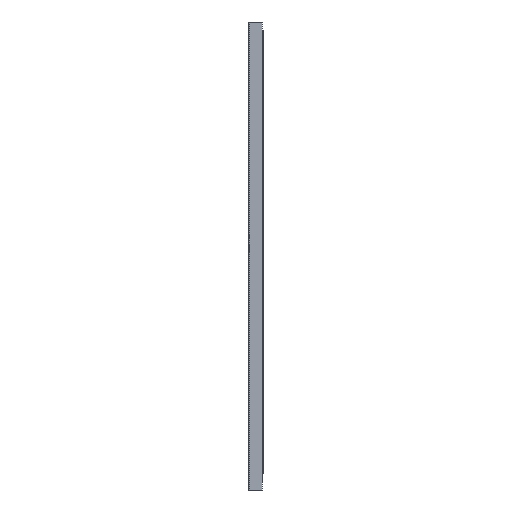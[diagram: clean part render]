
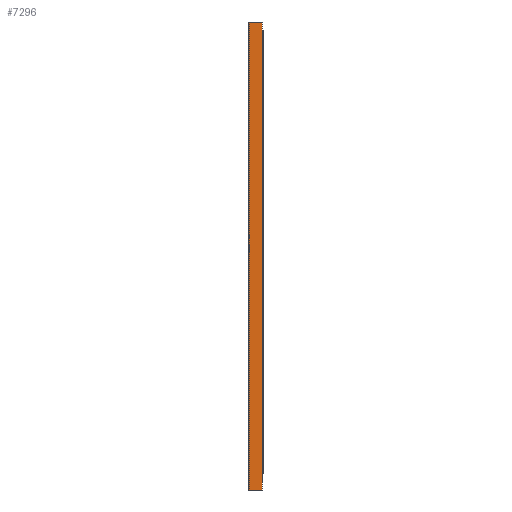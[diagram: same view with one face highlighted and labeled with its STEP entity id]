
A CAD part, front view. The second image highlights one B-rep face of the part: STEP entity #7296.
In plain terms, the highlighted planar face has unit normal (0, -1, 0).
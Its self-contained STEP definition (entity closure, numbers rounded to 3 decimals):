
#89 = VERTEX_POINT ( 'NONE', #1898 ) ;
#359 = VERTEX_POINT ( 'NONE', #2910 ) ;
#503 = CARTESIAN_POINT ( 'NONE',  ( 0.5, -40., -850. ) ) ;
#679 = LINE ( 'NONE', #7438, #1017 ) ;
#848 = EDGE_CURVE ( 'NONE', #4464, #359, #6819, .T. ) ;
#1017 = VECTOR ( 'NONE', #8007, 1000. ) ;
#1288 = CARTESIAN_POINT ( 'NONE',  ( 24.2, -40., -850. ) ) ;
#1563 = EDGE_CURVE ( 'NONE', #359, #7557, #5610, .T. ) ;
#1878 = DIRECTION ( 'NONE',  ( 0., 0., -1. ) ) ;
#1898 = CARTESIAN_POINT ( 'NONE',  ( 0.5, -40., 0. ) ) ;
#2085 = CARTESIAN_POINT ( 'NONE',  ( 0.5, -40., -850. ) ) ;
#2128 = AXIS2_PLACEMENT_3D ( 'NONE', #503, #3016, #1878 ) ;
#2161 = VECTOR ( 'NONE', #7427, 1000. ) ;
#2726 = ORIENTED_EDGE ( 'NONE', *, *, #3700, .F. ) ;
#2729 = CARTESIAN_POINT ( 'NONE',  ( 24.2, -40., 0. ) ) ;
#2910 = CARTESIAN_POINT ( 'NONE',  ( 24.2, -40., -850. ) ) ;
#3016 = DIRECTION ( 'NONE',  ( 0., -1., 0. ) ) ;
#3095 = EDGE_CURVE ( 'NONE', #89, #7557, #6189, .T. ) ;
#3268 = DIRECTION ( 'NONE',  ( 1., 0., 0. ) ) ;
#3678 = CARTESIAN_POINT ( 'NONE',  ( 0.5, -40., -850. ) ) ;
#3700 = EDGE_CURVE ( 'NONE', #4464, #89, #679, .T. ) ;
#4045 = VECTOR ( 'NONE', #3268, 1000. ) ;
#4088 = ORIENTED_EDGE ( 'NONE', *, *, #848, .T. ) ;
#4464 = VERTEX_POINT ( 'NONE', #3678 ) ;
#4925 = DIRECTION ( 'NONE',  ( 0., 0., 1. ) ) ;
#5530 = PLANE ( 'NONE',  #2128 ) ;
#5610 = LINE ( 'NONE', #1288, #7008 ) ;
#5836 = EDGE_LOOP ( 'NONE', ( #7434, #2726, #4088, #6900 ) ) ;
#6189 = LINE ( 'NONE', #7346, #2161 ) ;
#6819 = LINE ( 'NONE', #2085, #4045 ) ;
#6900 = ORIENTED_EDGE ( 'NONE', *, *, #1563, .T. ) ;
#7008 = VECTOR ( 'NONE', #4925, 1000. ) ;
#7296 = ADVANCED_FACE ( 'NONE', ( #8000 ), #5530, .T. ) ;
#7346 = CARTESIAN_POINT ( 'NONE',  ( 0.5, -40., 0. ) ) ;
#7427 = DIRECTION ( 'NONE',  ( 1., 0., 0. ) ) ;
#7434 = ORIENTED_EDGE ( 'NONE', *, *, #3095, .F. ) ;
#7438 = CARTESIAN_POINT ( 'NONE',  ( 0.5, -40., -850. ) ) ;
#7557 = VERTEX_POINT ( 'NONE', #2729 ) ;
#8000 = FACE_OUTER_BOUND ( 'NONE', #5836, .T. ) ;
#8007 = DIRECTION ( 'NONE',  ( 0., 0., 1. ) ) ;
